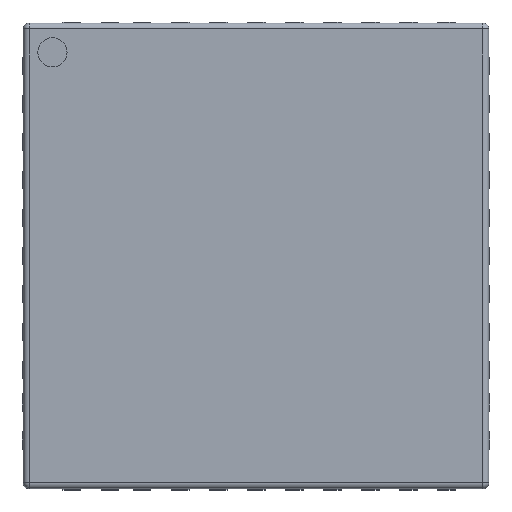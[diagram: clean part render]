
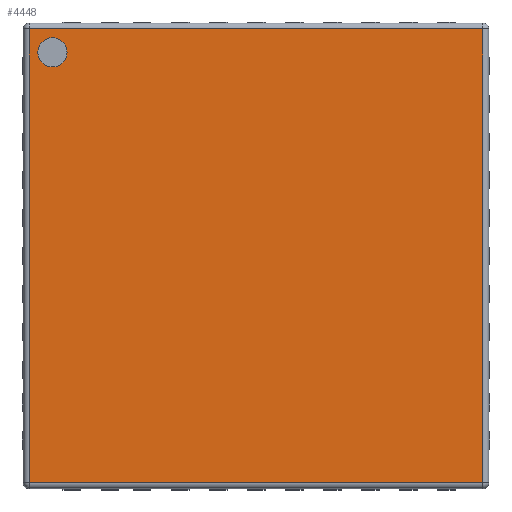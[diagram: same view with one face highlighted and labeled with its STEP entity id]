
A CAD part, top view. The second image highlights one B-rep face of the part: STEP entity #4448.
In plain terms, the highlighted planar face has unit normal (0, 0, 1).
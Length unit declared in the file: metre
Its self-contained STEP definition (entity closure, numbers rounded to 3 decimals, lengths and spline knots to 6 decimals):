
#258=CIRCLE('',#5394,0.00025);
#1378=ORIENTED_EDGE('',*,*,#1997,.F.);
#1379=ORIENTED_EDGE('',*,*,#1998,.T.);
#1380=ORIENTED_EDGE('',*,*,#1999,.T.);
#1381=ORIENTED_EDGE('',*,*,#2000,.T.);
#1382=ORIENTED_EDGE('',*,*,#2001,.T.);
#1997=EDGE_CURVE('',#2397,#2397,#258,.T.);
#1998=EDGE_CURVE('',#2398,#2399,#2874,.T.);
#1999=EDGE_CURVE('',#2399,#2400,#2875,.T.);
#2000=EDGE_CURVE('',#2400,#2401,#2876,.F.);
#2001=EDGE_CURVE('',#2401,#2398,#2877,.F.);
#2397=VERTEX_POINT('',#8048);
#2398=VERTEX_POINT('',#8050);
#2399=VERTEX_POINT('',#8051);
#2400=VERTEX_POINT('',#8053);
#2401=VERTEX_POINT('',#8055);
#2874=LINE('',#8049,#3349);
#2875=LINE('',#8052,#3350);
#2876=LINE('',#8054,#3351);
#2877=LINE('',#8056,#3352);
#3349=VECTOR('',#6720,1.);
#3350=VECTOR('',#6721,1.);
#3351=VECTOR('',#6722,1.);
#3352=VECTOR('',#6723,1.);
#3628=EDGE_LOOP('',(#1378));
#3629=EDGE_LOOP('',(#1379,#1380,#1381,#1382));
#3921=FACE_BOUND('',#3628,.T.);
#3922=FACE_BOUND('',#3629,.T.);
#4170=PLANE('',#5393);
#4448=ADVANCED_FACE('',(#3921,#3922),#4170,.T.);
#5393=AXIS2_PLACEMENT_3D('',#8046,#6716,#6717);
#5394=AXIS2_PLACEMENT_3D('',#8047,#6718,#6719);
#6716=DIRECTION('',(0.,0.,1.));
#6717=DIRECTION('',(1.,0.,0.));
#6718=DIRECTION('',(0.,0.,1.));
#6719=DIRECTION('',(1.,0.,0.));
#6720=DIRECTION('',(0.,-1.,0.));
#6721=DIRECTION('',(1.,0.,0.));
#6722=DIRECTION('',(0.,-1.,0.));
#6723=DIRECTION('',(1.,0.,0.));
#8046=CARTESIAN_POINT('',(0.,0.,0.00092));
#8047=CARTESIAN_POINT('',(-0.00348,0.00348,0.00092));
#8048=CARTESIAN_POINT('',(-0.00323,0.00348,0.00092));
#8049=CARTESIAN_POINT('',(-0.00388,-0.00398,0.00092));
#8050=CARTESIAN_POINT('',(-0.00388,0.00388,0.00092));
#8051=CARTESIAN_POINT('',(-0.00388,-0.00388,0.00092));
#8052=CARTESIAN_POINT('',(0.00398,-0.00388,0.00092));
#8053=CARTESIAN_POINT('',(0.00388,-0.00388,0.00092));
#8054=CARTESIAN_POINT('',(0.00388,0.,0.00092));
#8055=CARTESIAN_POINT('',(0.00388,0.00388,0.00092));
#8056=CARTESIAN_POINT('',(0.,0.00388,0.00092));
